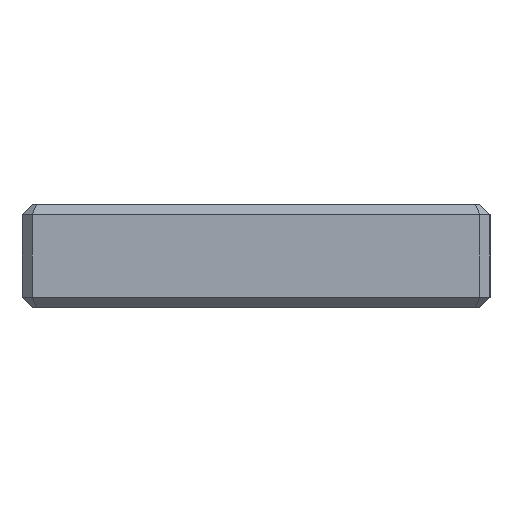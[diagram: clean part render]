
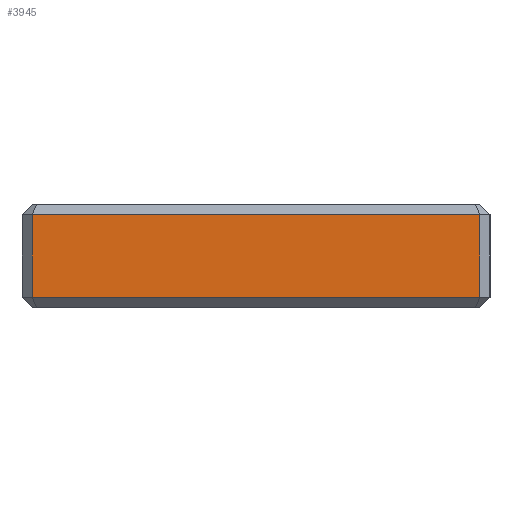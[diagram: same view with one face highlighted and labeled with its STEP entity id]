
A CAD part, left-side view. The second image highlights one B-rep face of the part: STEP entity #3945.
In plain terms, the highlighted planar face has unit normal (-1, 0, 0).
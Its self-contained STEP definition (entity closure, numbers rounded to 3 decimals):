
#446 = PLANE('',#447);
#447 = AXIS2_PLACEMENT_3D('',#448,#449,#450);
#448 = CARTESIAN_POINT('',(-53.5,34.5,-4.5));
#449 = DIRECTION('',(-0.707,0.,-0.707));
#450 = DIRECTION('',(0.,-1.,-0.));
#2200 = VERTEX_POINT('',#2201);
#2201 = CARTESIAN_POINT('',(-54.,-9.,-4.));
#2236 = PLANE('',#2237);
#2237 = AXIS2_PLACEMENT_3D('',#2238,#2239,#2240);
#2238 = CARTESIAN_POINT('',(-53.5,-9.5,-5.));
#2239 = DIRECTION('',(-0.707,-0.707,0.));
#2240 = DIRECTION('',(0.,0.,1.));
#2252 = VERTEX_POINT('',#2253);
#2253 = CARTESIAN_POINT('',(-54.,34.5,-4.));
#2290 = PLANE('',#2291);
#2291 = AXIS2_PLACEMENT_3D('',#2292,#2293,#2294);
#2292 = CARTESIAN_POINT('',(-53.5,35.,-5.));
#2293 = DIRECTION('',(-0.707,0.707,0.));
#2294 = DIRECTION('',(0.,0.,1.));
#2308 = EDGE_CURVE('',#2252,#2200,#2309,.T.);
#2309 = SURFACE_CURVE('',#2310,(#2314,#2321),.PCURVE_S1.);
#2310 = LINE('',#2311,#2312);
#2311 = CARTESIAN_POINT('',(-54.,34.5,-4.));
#2312 = VECTOR('',#2313,1.);
#2313 = DIRECTION('',(0.,-1.,0.));
#2314 = PCURVE('',#446,#2315);
#2315 = DEFINITIONAL_REPRESENTATION('',(#2316),#2320);
#2316 = LINE('',#2317,#2318);
#2317 = CARTESIAN_POINT('',(-0.,0.707));
#2318 = VECTOR('',#2319,1.);
#2319 = DIRECTION('',(1.,0.));
#2320 = ( GEOMETRIC_REPRESENTATION_CONTEXT(2) 
PARAMETRIC_REPRESENTATION_CONTEXT() REPRESENTATION_CONTEXT('2D SPACE',''
  ) );
#2321 = PCURVE('',#2322,#2327);
#2322 = PLANE('',#2323);
#2323 = AXIS2_PLACEMENT_3D('',#2324,#2325,#2326);
#2324 = CARTESIAN_POINT('',(-54.,35.5,-5.));
#2325 = DIRECTION('',(1.,0.,0.));
#2326 = DIRECTION('',(0.,-1.,0.));
#2327 = DEFINITIONAL_REPRESENTATION('',(#2328),#2332);
#2328 = LINE('',#2329,#2330);
#2329 = CARTESIAN_POINT('',(1.,-1.));
#2330 = VECTOR('',#2331,1.);
#2331 = DIRECTION('',(1.,0.));
#2332 = ( GEOMETRIC_REPRESENTATION_CONTEXT(2) 
PARAMETRIC_REPRESENTATION_CONTEXT() REPRESENTATION_CONTEXT('2D SPACE',''
  ) );
#3843 = VERTEX_POINT('',#3844);
#3844 = CARTESIAN_POINT('',(-54.,-9.,4.));
#3870 = EDGE_CURVE('',#2200,#3843,#3871,.T.);
#3871 = SURFACE_CURVE('',#3872,(#3876,#3883),.PCURVE_S1.);
#3872 = LINE('',#3873,#3874);
#3873 = CARTESIAN_POINT('',(-54.,-9.,-5.));
#3874 = VECTOR('',#3875,1.);
#3875 = DIRECTION('',(0.,0.,1.));
#3876 = PCURVE('',#2236,#3877);
#3877 = DEFINITIONAL_REPRESENTATION('',(#3878),#3882);
#3878 = LINE('',#3879,#3880);
#3879 = CARTESIAN_POINT('',(0.,0.707));
#3880 = VECTOR('',#3881,1.);
#3881 = DIRECTION('',(1.,0.));
#3882 = ( GEOMETRIC_REPRESENTATION_CONTEXT(2) 
PARAMETRIC_REPRESENTATION_CONTEXT() REPRESENTATION_CONTEXT('2D SPACE',''
  ) );
#3883 = PCURVE('',#2322,#3884);
#3884 = DEFINITIONAL_REPRESENTATION('',(#3885),#3889);
#3885 = LINE('',#3886,#3887);
#3886 = CARTESIAN_POINT('',(44.5,0.));
#3887 = VECTOR('',#3888,1.);
#3888 = DIRECTION('',(0.,-1.));
#3889 = ( GEOMETRIC_REPRESENTATION_CONTEXT(2) 
PARAMETRIC_REPRESENTATION_CONTEXT() REPRESENTATION_CONTEXT('2D SPACE',''
  ) );
#3895 = EDGE_CURVE('',#2252,#3896,#3898,.T.);
#3896 = VERTEX_POINT('',#3897);
#3897 = CARTESIAN_POINT('',(-54.,34.5,4.));
#3898 = SURFACE_CURVE('',#3899,(#3903,#3910),.PCURVE_S1.);
#3899 = LINE('',#3900,#3901);
#3900 = CARTESIAN_POINT('',(-54.,34.5,-5.));
#3901 = VECTOR('',#3902,1.);
#3902 = DIRECTION('',(0.,0.,1.));
#3903 = PCURVE('',#2290,#3904);
#3904 = DEFINITIONAL_REPRESENTATION('',(#3905),#3909);
#3905 = LINE('',#3906,#3907);
#3906 = CARTESIAN_POINT('',(0.,-0.707));
#3907 = VECTOR('',#3908,1.);
#3908 = DIRECTION('',(1.,0.));
#3909 = ( GEOMETRIC_REPRESENTATION_CONTEXT(2) 
PARAMETRIC_REPRESENTATION_CONTEXT() REPRESENTATION_CONTEXT('2D SPACE',''
  ) );
#3910 = PCURVE('',#2322,#3911);
#3911 = DEFINITIONAL_REPRESENTATION('',(#3912),#3916);
#3912 = LINE('',#3913,#3914);
#3913 = CARTESIAN_POINT('',(1.,0.));
#3914 = VECTOR('',#3915,1.);
#3915 = DIRECTION('',(0.,-1.));
#3916 = ( GEOMETRIC_REPRESENTATION_CONTEXT(2) 
PARAMETRIC_REPRESENTATION_CONTEXT() REPRESENTATION_CONTEXT('2D SPACE',''
  ) );
#3945 = ADVANCED_FACE('',(#3946),#2322,.F.);
#3946 = FACE_BOUND('',#3947,.F.);
#3947 = EDGE_LOOP('',(#3948,#3949,#3975,#3976));
#3948 = ORIENTED_EDGE('',*,*,#3895,.T.);
#3949 = ORIENTED_EDGE('',*,*,#3950,.T.);
#3950 = EDGE_CURVE('',#3896,#3843,#3951,.T.);
#3951 = SURFACE_CURVE('',#3952,(#3956,#3963),.PCURVE_S1.);
#3952 = LINE('',#3953,#3954);
#3953 = CARTESIAN_POINT('',(-54.,34.5,4.));
#3954 = VECTOR('',#3955,1.);
#3955 = DIRECTION('',(0.,-1.,0.));
#3956 = PCURVE('',#2322,#3957);
#3957 = DEFINITIONAL_REPRESENTATION('',(#3958),#3962);
#3958 = LINE('',#3959,#3960);
#3959 = CARTESIAN_POINT('',(1.,-9.));
#3960 = VECTOR('',#3961,1.);
#3961 = DIRECTION('',(1.,0.));
#3962 = ( GEOMETRIC_REPRESENTATION_CONTEXT(2) 
PARAMETRIC_REPRESENTATION_CONTEXT() REPRESENTATION_CONTEXT('2D SPACE',''
  ) );
#3963 = PCURVE('',#3964,#3969);
#3964 = PLANE('',#3965);
#3965 = AXIS2_PLACEMENT_3D('',#3966,#3967,#3968);
#3966 = CARTESIAN_POINT('',(-53.5,34.5,4.5));
#3967 = DIRECTION('',(0.707,0.,-0.707));
#3968 = DIRECTION('',(-0.,1.,-0.));
#3969 = DEFINITIONAL_REPRESENTATION('',(#3970),#3974);
#3970 = LINE('',#3971,#3972);
#3971 = CARTESIAN_POINT('',(-0.,-0.707));
#3972 = VECTOR('',#3973,1.);
#3973 = DIRECTION('',(-1.,0.));
#3974 = ( GEOMETRIC_REPRESENTATION_CONTEXT(2) 
PARAMETRIC_REPRESENTATION_CONTEXT() REPRESENTATION_CONTEXT('2D SPACE',''
  ) );
#3975 = ORIENTED_EDGE('',*,*,#3870,.F.);
#3976 = ORIENTED_EDGE('',*,*,#2308,.F.);
